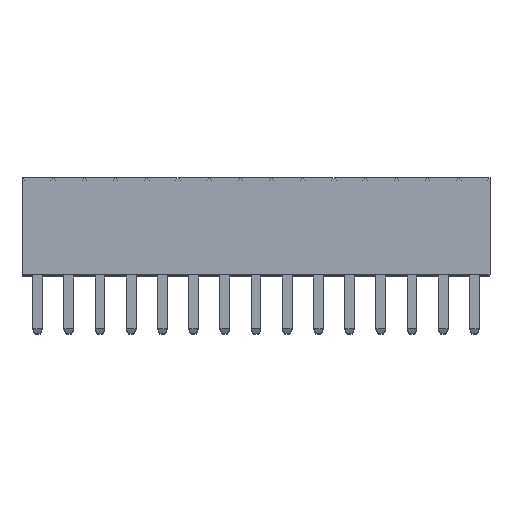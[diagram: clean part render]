
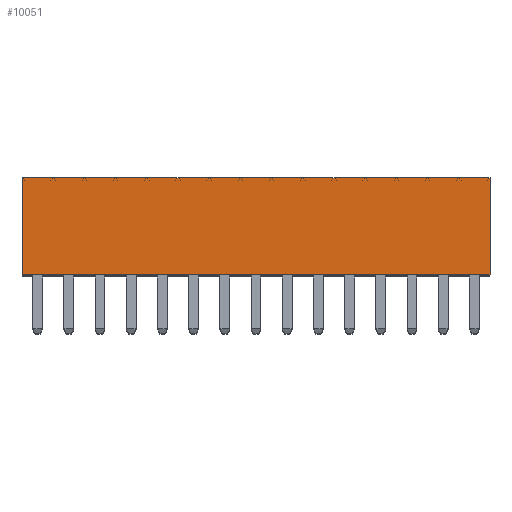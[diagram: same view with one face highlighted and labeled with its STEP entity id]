
A CAD part, top view. The second image highlights one B-rep face of the part: STEP entity #10051.
In plain terms, the highlighted planar face has unit normal (0, 0, 1).
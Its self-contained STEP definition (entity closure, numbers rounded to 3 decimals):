
#22 = VECTOR ( 'NONE', #4945, 1000. ) ;
#49 = CARTESIAN_POINT ( 'NONE',  ( -0.635, 0., 0.635 ) ) ;
#96 = ORIENTED_EDGE ( 'NONE', *, *, #5733, .T. ) ;
#136 = ORIENTED_EDGE ( 'NONE', *, *, #6023, .T. ) ;
#174 = VECTOR ( 'NONE', #1465, 1000. ) ;
#232 = EDGE_CURVE ( 'NONE', #3604, #8153, #8338, .T. ) ;
#334 = DIRECTION ( 'NONE',  ( -1., 0., 0. ) ) ;
#507 = CARTESIAN_POINT ( 'NONE',  ( -8.02, 3.955, 0.635 ) ) ;
#509 = DIRECTION ( 'NONE',  ( -1., 0., 0. ) ) ;
#512 = CARTESIAN_POINT ( 'NONE',  ( -17.145, 3.955, 0.635 ) ) ;
#525 = DIRECTION ( 'NONE',  ( -1., 0., 0. ) ) ;
#710 = CARTESIAN_POINT ( 'NONE',  ( -18.415, 4.32, 0.635 ) ) ;
#749 = ORIENTED_EDGE ( 'NONE', *, *, #1765, .T. ) ;
#797 = AXIS2_PLACEMENT_3D ( 'NONE', #6841, #7759, #6080 ) ;
#813 = ORIENTED_EDGE ( 'NONE', *, *, #6210, .T. ) ;
#892 = LINE ( 'NONE', #49, #5517 ) ;
#910 = LINE ( 'NONE', #6984, #2673 ) ;
#928 = ORIENTED_EDGE ( 'NONE', *, *, #2116, .T. ) ;
#1008 = LINE ( 'NONE', #7126, #1083 ) ;
#1048 = CARTESIAN_POINT ( 'NONE',  ( -5.715, 3.955, 0.635 ) ) ;
#1083 = VECTOR ( 'NONE', #8995, 1000. ) ;
#1153 = ORIENTED_EDGE ( 'NONE', *, *, #3885, .T. ) ;
#1184 = VECTOR ( 'NONE', #509, 1000. ) ;
#1190 = ORIENTED_EDGE ( 'NONE', *, *, #4907, .T. ) ;
#1301 = LINE ( 'NONE', #7244, #2731 ) ;
#1378 = CARTESIAN_POINT ( 'NONE',  ( -8.255, 3.955, 0.635 ) ) ;
#1465 = DIRECTION ( 'NONE',  ( -1., 0., 0. ) ) ;
#1539 = ORIENTED_EDGE ( 'NONE', *, *, #5051, .T. ) ;
#1553 = CARTESIAN_POINT ( 'NONE',  ( -11.83, 3.955, 0.635 ) ) ;
#1651 = DIRECTION ( 'NONE',  ( -1., 0., 0. ) ) ;
#1662 = VERTEX_POINT ( 'NONE', #3697 ) ;
#1666 = ORIENTED_EDGE ( 'NONE', *, *, #5605, .T. ) ;
#1765 = EDGE_CURVE ( 'NONE', #3789, #4636, #1301, .T. ) ;
#1879 = LINE ( 'NONE', #6980, #5622 ) ;
#2116 = EDGE_CURVE ( 'NONE', #10292, #6317, #6183, .T. ) ;
#2210 = VERTEX_POINT ( 'NONE', #10209 ) ;
#2443 = CARTESIAN_POINT ( 'NONE',  ( -6.75, 3.955, 0.635 ) ) ;
#2466 = CARTESIAN_POINT ( 'NONE',  ( -4.445, 3.955, 0.635 ) ) ;
#2508 = CARTESIAN_POINT ( 'NONE',  ( -4.21, 3.955, 0.635 ) ) ;
#2646 = ORIENTED_EDGE ( 'NONE', *, *, #2886, .T. ) ;
#2673 = VECTOR ( 'NONE', #10420, 1000. ) ;
#2731 = VECTOR ( 'NONE', #7299, 1000. ) ;
#2886 = EDGE_CURVE ( 'NONE', #7616, #3604, #4257, .T. ) ;
#2926 = CARTESIAN_POINT ( 'NONE',  ( -13.335, 3.955, 0.635 ) ) ;
#2929 = CARTESIAN_POINT ( 'NONE',  ( -10.795, 3.955, 0.635 ) ) ;
#3305 = VERTEX_POINT ( 'NONE', #3707 ) ;
#3380 = EDGE_CURVE ( 'NONE', #6317, #3789, #3939, .T. ) ;
#3590 = VECTOR ( 'NONE', #525, 1000. ) ;
#3604 = VERTEX_POINT ( 'NONE', #3743 ) ;
#3659 = FACE_OUTER_BOUND ( 'NONE', #4383, .T. ) ;
#3697 = CARTESIAN_POINT ( 'NONE',  ( -1.905, 3.955, 0.635 ) ) ;
#3707 = CARTESIAN_POINT ( 'NONE',  ( 0.635, 0., 0.635 ) ) ;
#3743 = CARTESIAN_POINT ( 'NONE',  ( -6.985, 3.955, 0.635 ) ) ;
#3789 = VERTEX_POINT ( 'NONE', #9951 ) ;
#3832 = CARTESIAN_POINT ( 'NONE',  ( -15.64, 3.955, 0.635 ) ) ;
#3846 = LINE ( 'NONE', #9932, #10279 ) ;
#3885 = EDGE_CURVE ( 'NONE', #4413, #7616, #3846, .T. ) ;
#3939 = LINE ( 'NONE', #3832, #1184 ) ;
#3984 = EDGE_CURVE ( 'NONE', #9768, #10490, #8523, .T. ) ;
#4067 = EDGE_CURVE ( 'NONE', #10490, #10292, #910, .T. ) ;
#4099 = VERTEX_POINT ( 'NONE', #8747 ) ;
#4188 = LINE ( 'NONE', #710, #22 ) ;
#4225 = LINE ( 'NONE', #8632, #10087 ) ;
#4257 = LINE ( 'NONE', #2443, #9049 ) ;
#4309 = VECTOR ( 'NONE', #7476, 1000. ) ;
#4341 = EDGE_CURVE ( 'NONE', #6119, #9768, #9201, .T. ) ;
#4383 = EDGE_LOOP ( 'NONE', ( #4465, #136, #1539, #1190, #813, #1153, #2646, #5380, #10670, #8807, #10581, #8862, #928, #8337, #749, #1666, #96, #10611 ) ) ;
#4413 = VERTEX_POINT ( 'NONE', #2466 ) ;
#4465 = ORIENTED_EDGE ( 'NONE', *, *, #10203, .F. ) ;
#4480 = DIRECTION ( 'NONE',  ( -1., 0., 0. ) ) ;
#4636 = VERTEX_POINT ( 'NONE', #512 ) ;
#4907 = EDGE_CURVE ( 'NONE', #1662, #11004, #9286, .T. ) ;
#4945 = DIRECTION ( 'NONE',  ( 0., -1., 0. ) ) ;
#5051 = EDGE_CURVE ( 'NONE', #2210, #1662, #1008, .T. ) ;
#5074 = DIRECTION ( 'NONE',  ( -1., 0., 0. ) ) ;
#5170 = CARTESIAN_POINT ( 'NONE',  ( -12.065, 3.955, 0.635 ) ) ;
#5380 = ORIENTED_EDGE ( 'NONE', *, *, #232, .T. ) ;
#5400 = CARTESIAN_POINT ( 'NONE',  ( -14.37, 3.955, 0.635 ) ) ;
#5412 = CARTESIAN_POINT ( 'NONE',  ( -18.18, 3.955, 0.635 ) ) ;
#5517 = VECTOR ( 'NONE', #11153, 1000. ) ;
#5524 = LINE ( 'NONE', #8216, #10288 ) ;
#5605 = EDGE_CURVE ( 'NONE', #4636, #4099, #10796, .T. ) ;
#5622 = VECTOR ( 'NONE', #8798, 1000. ) ;
#5632 = CARTESIAN_POINT ( 'NONE',  ( 0.635, 3.955, 0.635 ) ) ;
#5649 = VECTOR ( 'NONE', #8897, 1000. ) ;
#5733 = EDGE_CURVE ( 'NONE', #4099, #11266, #4188, .T. ) ;
#5932 = VECTOR ( 'NONE', #11249, 1000. ) ;
#5978 = LINE ( 'NONE', #2508, #6446 ) ;
#6023 = EDGE_CURVE ( 'NONE', #8709, #2210, #1879, .T. ) ;
#6039 = CARTESIAN_POINT ( 'NONE',  ( -14.605, 3.955, 0.635 ) ) ;
#6080 = DIRECTION ( 'NONE',  ( -1., 0., 0. ) ) ;
#6119 = VERTEX_POINT ( 'NONE', #6608 ) ;
#6183 = LINE ( 'NONE', #5400, #6340 ) ;
#6210 = EDGE_CURVE ( 'NONE', #11004, #4413, #5978, .T. ) ;
#6317 = VERTEX_POINT ( 'NONE', #6039 ) ;
#6340 = VECTOR ( 'NONE', #4480, 1000. ) ;
#6446 = VECTOR ( 'NONE', #1651, 1000. ) ;
#6608 = CARTESIAN_POINT ( 'NONE',  ( -9.525, 3.955, 0.635 ) ) ;
#6841 = CARTESIAN_POINT ( 'NONE',  ( -0.635, 4.32, 0.635 ) ) ;
#6926 = DIRECTION ( 'NONE',  ( 0., -1., 0. ) ) ;
#6980 = CARTESIAN_POINT ( 'NONE',  ( -0.4, 3.955, 0.635 ) ) ;
#6984 = CARTESIAN_POINT ( 'NONE',  ( -13.1, 3.955, 0.635 ) ) ;
#7126 = CARTESIAN_POINT ( 'NONE',  ( -1.67, 3.955, 0.635 ) ) ;
#7143 = PLANE ( 'NONE',  #797 ) ;
#7150 = EDGE_CURVE ( 'NONE', #8153, #6119, #5524, .T. ) ;
#7244 = CARTESIAN_POINT ( 'NONE',  ( -16.91, 3.955, 0.635 ) ) ;
#7299 = DIRECTION ( 'NONE',  ( -1., 0., 0. ) ) ;
#7417 = CARTESIAN_POINT ( 'NONE',  ( -2.94, 3.955, 0.635 ) ) ;
#7476 = DIRECTION ( 'NONE',  ( -1., 0., 0. ) ) ;
#7616 = VERTEX_POINT ( 'NONE', #1048 ) ;
#7759 = DIRECTION ( 'NONE',  ( 0., 0., -1. ) ) ;
#7891 = CARTESIAN_POINT ( 'NONE',  ( -18.415, 0., 0.635 ) ) ;
#8153 = VERTEX_POINT ( 'NONE', #1378 ) ;
#8216 = CARTESIAN_POINT ( 'NONE',  ( -9.29, 3.955, 0.635 ) ) ;
#8300 = CARTESIAN_POINT ( 'NONE',  ( -10.56, 3.955, 0.635 ) ) ;
#8337 = ORIENTED_EDGE ( 'NONE', *, *, #3380, .T. ) ;
#8338 = LINE ( 'NONE', #507, #4309 ) ;
#8483 = EDGE_CURVE ( 'NONE', #11266, #3305, #892, .T. ) ;
#8523 = LINE ( 'NONE', #1553, #5932 ) ;
#8632 = CARTESIAN_POINT ( 'NONE',  ( 0.635, 4.32, 0.635 ) ) ;
#8709 = VERTEX_POINT ( 'NONE', #5632 ) ;
#8747 = CARTESIAN_POINT ( 'NONE',  ( -18.415, 3.955, 0.635 ) ) ;
#8798 = DIRECTION ( 'NONE',  ( -1., 0., 0. ) ) ;
#8807 = ORIENTED_EDGE ( 'NONE', *, *, #4341, .T. ) ;
#8862 = ORIENTED_EDGE ( 'NONE', *, *, #4067, .T. ) ;
#8897 = DIRECTION ( 'NONE',  ( -1., 0., 0. ) ) ;
#8995 = DIRECTION ( 'NONE',  ( -1., 0., 0. ) ) ;
#9049 = VECTOR ( 'NONE', #5074, 1000. ) ;
#9201 = LINE ( 'NONE', #8300, #3590 ) ;
#9286 = LINE ( 'NONE', #7417, #174 ) ;
#9768 = VERTEX_POINT ( 'NONE', #2929 ) ;
#9932 = CARTESIAN_POINT ( 'NONE',  ( -5.48, 3.955, 0.635 ) ) ;
#9951 = CARTESIAN_POINT ( 'NONE',  ( -15.875, 3.955, 0.635 ) ) ;
#10051 = ADVANCED_FACE ( 'NONE', ( #3659 ), #7143, .F. ) ;
#10087 = VECTOR ( 'NONE', #6926, 1000. ) ;
#10092 = DIRECTION ( 'NONE',  ( -1., 0., 0. ) ) ;
#10203 = EDGE_CURVE ( 'NONE', #8709, #3305, #4225, .T. ) ;
#10209 = CARTESIAN_POINT ( 'NONE',  ( -0.635, 3.955, 0.635 ) ) ;
#10279 = VECTOR ( 'NONE', #10092, 1000. ) ;
#10288 = VECTOR ( 'NONE', #334, 1000. ) ;
#10292 = VERTEX_POINT ( 'NONE', #2926 ) ;
#10420 = DIRECTION ( 'NONE',  ( -1., 0., 0. ) ) ;
#10490 = VERTEX_POINT ( 'NONE', #5170 ) ;
#10581 = ORIENTED_EDGE ( 'NONE', *, *, #3984, .T. ) ;
#10611 = ORIENTED_EDGE ( 'NONE', *, *, #8483, .T. ) ;
#10670 = ORIENTED_EDGE ( 'NONE', *, *, #7150, .T. ) ;
#10796 = LINE ( 'NONE', #5412, #5649 ) ;
#11004 = VERTEX_POINT ( 'NONE', #11062 ) ;
#11062 = CARTESIAN_POINT ( 'NONE',  ( -3.175, 3.955, 0.635 ) ) ;
#11153 = DIRECTION ( 'NONE',  ( 1., 0., 0. ) ) ;
#11249 = DIRECTION ( 'NONE',  ( -1., 0., 0. ) ) ;
#11266 = VERTEX_POINT ( 'NONE', #7891 ) ;
